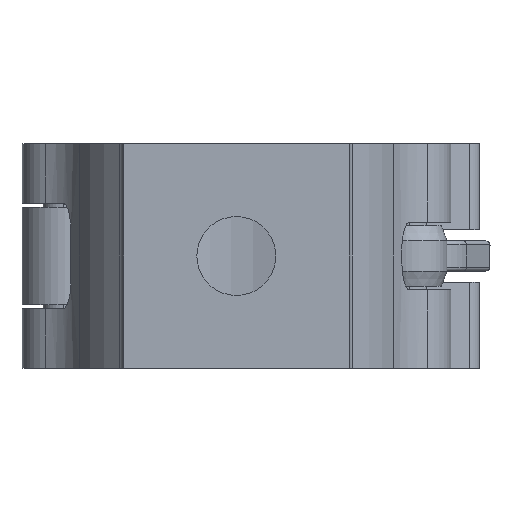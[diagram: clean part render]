
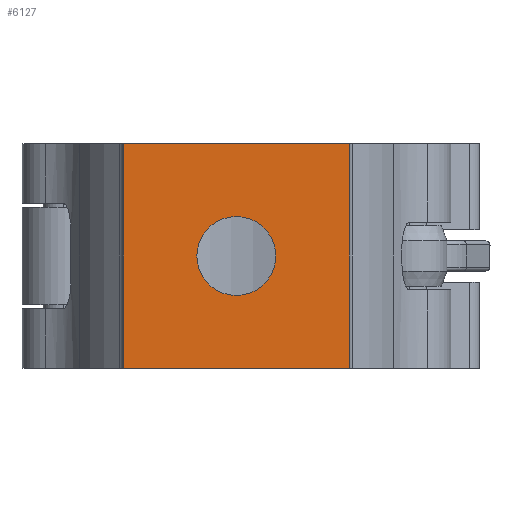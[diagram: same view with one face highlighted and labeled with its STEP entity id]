
A CAD part, front view. The second image highlights one B-rep face of the part: STEP entity #6127.
In plain terms, the highlighted planar face has unit normal (0, -1, 0).
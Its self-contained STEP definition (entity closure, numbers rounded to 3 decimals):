
#88 = CARTESIAN_POINT ( 'NONE',  ( 15., 0., 14.95 ) ) ;
#105 = CARTESIAN_POINT ( 'NONE',  ( -15., 0., 14.95 ) ) ;
#247 = AXIS2_PLACEMENT_3D ( 'NONE', #5645, #9391, #11877 ) ;
#285 = VERTEX_POINT ( 'NONE', #15609 ) ;
#1074 = ORIENTED_EDGE ( 'NONE', *, *, #16122, .T. ) ;
#1115 = EDGE_CURVE ( 'NONE', #6552, #4374, #3084, .T. ) ;
#1135 = VECTOR ( 'NONE', #14919, 1000. ) ;
#1304 = CIRCLE ( 'NONE', #247, 5.25 ) ;
#1679 = CARTESIAN_POINT ( 'NONE',  ( 0., 0., 0. ) ) ;
#1768 = CARTESIAN_POINT ( 'NONE',  ( -15., 0., -14.95 ) ) ;
#1884 = ORIENTED_EDGE ( 'NONE', *, *, #4913, .F. ) ;
#2560 = CARTESIAN_POINT ( 'NONE',  ( -15., 0., 14.95 ) ) ;
#3084 = LINE ( 'NONE', #88, #4696 ) ;
#4374 = VERTEX_POINT ( 'NONE', #12106 ) ;
#4696 = VECTOR ( 'NONE', #6522, 1000. ) ;
#4715 = ORIENTED_EDGE ( 'NONE', *, *, #11105, .F. ) ;
#4913 = EDGE_CURVE ( 'NONE', #5991, #285, #12108, .T. ) ;
#5114 = LINE ( 'NONE', #105, #14231 ) ;
#5208 = ORIENTED_EDGE ( 'NONE', *, *, #1115, .F. ) ;
#5497 = DIRECTION ( 'NONE',  ( 0., 0., -1. ) ) ;
#5645 = CARTESIAN_POINT ( 'NONE',  ( 0., 0., 0. ) ) ;
#5848 = DIRECTION ( 'NONE',  ( 0., 0., 1. ) ) ;
#5991 = VERTEX_POINT ( 'NONE', #8945 ) ;
#6034 = CARTESIAN_POINT ( 'NONE',  ( 15., 0., 14.95 ) ) ;
#6127 = ADVANCED_FACE ( 'NONE', ( #12779, #7440 ), #12415, .F. ) ;
#6522 = DIRECTION ( 'NONE',  ( 0., 0., -1. ) ) ;
#6552 = VERTEX_POINT ( 'NONE', #6034 ) ;
#6849 = VECTOR ( 'NONE', #7037, 1000. ) ;
#7037 = DIRECTION ( 'NONE',  ( 1., 0., 0. ) ) ;
#7440 = FACE_OUTER_BOUND ( 'NONE', #11910, .T. ) ;
#8117 = EDGE_CURVE ( 'NONE', #13154, #4374, #12575, .T. ) ;
#8669 = AXIS2_PLACEMENT_3D ( 'NONE', #1679, #12994, #5497 ) ;
#8678 = ORIENTED_EDGE ( 'NONE', *, *, #8117, .T. ) ;
#8945 = CARTESIAN_POINT ( 'NONE',  ( 0., 0., 5.25 ) ) ;
#9152 = DIRECTION ( 'NONE',  ( 0., 0., -1. ) ) ;
#9391 = DIRECTION ( 'NONE',  ( 0., -1., 0. ) ) ;
#10150 = EDGE_LOOP ( 'NONE', ( #15474, #1884 ) ) ;
#11105 = EDGE_CURVE ( 'NONE', #15877, #6552, #11701, .T. ) ;
#11522 = CARTESIAN_POINT ( 'NONE',  ( -15., 0., -14.95 ) ) ;
#11701 = LINE ( 'NONE', #16218, #1135 ) ;
#11877 = DIRECTION ( 'NONE',  ( 0., 0., -1. ) ) ;
#11910 = EDGE_LOOP ( 'NONE', ( #8678, #5208, #4715, #1074 ) ) ;
#12071 = DIRECTION ( 'NONE',  ( 0., 1., 0. ) ) ;
#12106 = CARTESIAN_POINT ( 'NONE',  ( 15., 0., -14.95 ) ) ;
#12108 = CIRCLE ( 'NONE', #8669, 5.25 ) ;
#12178 = CARTESIAN_POINT ( 'NONE',  ( -15., 0., 14.95 ) ) ;
#12415 = PLANE ( 'NONE',  #13693 ) ;
#12575 = LINE ( 'NONE', #1768, #6849 ) ;
#12779 = FACE_BOUND ( 'NONE', #10150, .T. ) ;
#12994 = DIRECTION ( 'NONE',  ( 0., -1., 0. ) ) ;
#13154 = VERTEX_POINT ( 'NONE', #11522 ) ;
#13693 = AXIS2_PLACEMENT_3D ( 'NONE', #12178, #12071, #5848 ) ;
#14231 = VECTOR ( 'NONE', #9152, 1000. ) ;
#14919 = DIRECTION ( 'NONE',  ( 1., 0., 0. ) ) ;
#15255 = EDGE_CURVE ( 'NONE', #285, #5991, #1304, .T. ) ;
#15474 = ORIENTED_EDGE ( 'NONE', *, *, #15255, .F. ) ;
#15609 = CARTESIAN_POINT ( 'NONE',  ( 0., 0., -5.25 ) ) ;
#15877 = VERTEX_POINT ( 'NONE', #2560 ) ;
#16122 = EDGE_CURVE ( 'NONE', #15877, #13154, #5114, .T. ) ;
#16218 = CARTESIAN_POINT ( 'NONE',  ( -15., 0., 14.95 ) ) ;
